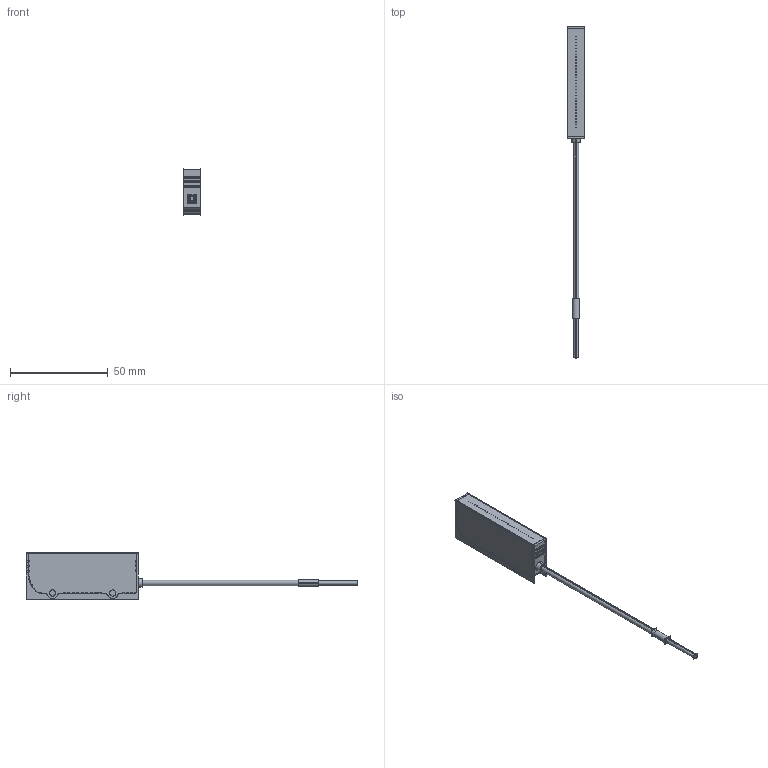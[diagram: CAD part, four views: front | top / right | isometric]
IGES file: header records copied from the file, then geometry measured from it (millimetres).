
Start section:  PTC IGES file: 194163.igs
Global section: file name: 194163.igs; native system: Creo Parametric by Parametric Technology Corporation; preprocessor: 2013230; author: PDMAdmin; organization: Unknown; date: 20160324.071622; units: millimetre
Bounding box: 9.11 x 169.7 x 23.92 mm (x, y, z)
Volume: 20557.1 mm3; surface area: 40792.2 mm2
Topology: 1 solids, 1 shells, 354 faces, 2406 edges, 3514 vertices
Faces by surface type: revolution 230, bspline 124
